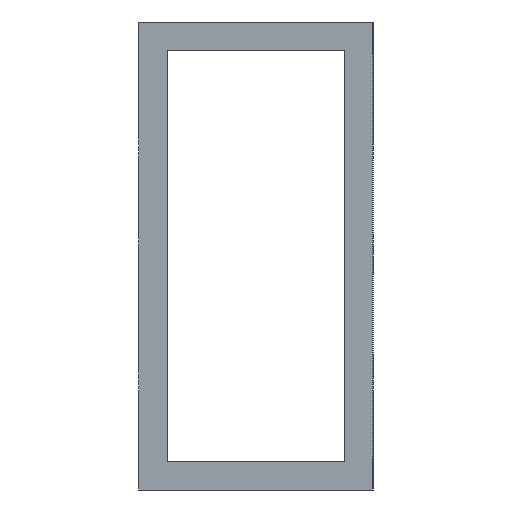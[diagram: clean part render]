
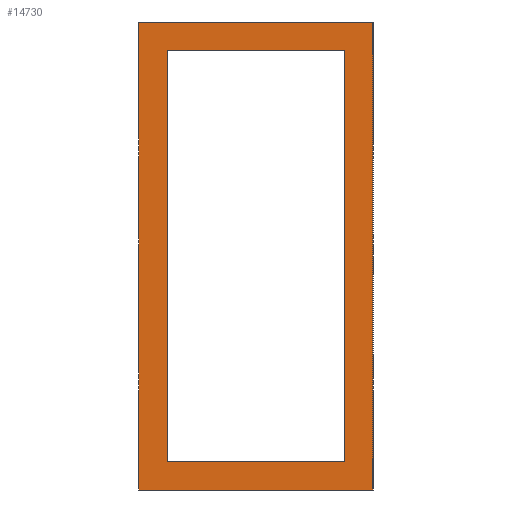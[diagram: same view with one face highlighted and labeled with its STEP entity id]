
A CAD part, left-side view. The second image highlights one B-rep face of the part: STEP entity #14730.
In plain terms, the highlighted planar face has unit normal (-1, 0, 0).
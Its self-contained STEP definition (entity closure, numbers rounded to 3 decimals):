
#1280=FACE_BOUND('',#3840,.T.);
#1290=PLANE('',#16659);
#1932=FACE_OUTER_BOUND('',#3839,.T.);
#3839=EDGE_LOOP('',(#13449,#13450,#13451,#13452));
#3840=EDGE_LOOP('',(#13453,#13454,#13455,#13456));
#4473=LINE('',#24926,#5129);
#4477=LINE('',#24934,#5133);
#4480=LINE('',#24940,#5136);
#4483=LINE('',#24945,#5139);
#4485=LINE('',#24950,#5141);
#4489=LINE('',#24958,#5145);
#4492=LINE('',#24964,#5148);
#4495=LINE('',#24969,#5151);
#5129=VECTOR('',#21088,10.);
#5133=VECTOR('',#21094,10.);
#5136=VECTOR('',#21099,10.);
#5139=VECTOR('',#21104,10.);
#5141=VECTOR('',#21108,10.);
#5145=VECTOR('',#21114,10.);
#5148=VECTOR('',#21119,10.);
#5151=VECTOR('',#21124,10.);
#7681=VERTEX_POINT('',#24924);
#7682=VERTEX_POINT('',#24925);
#7685=VERTEX_POINT('',#24933);
#7687=VERTEX_POINT('',#24939);
#7689=VERTEX_POINT('',#24948);
#7690=VERTEX_POINT('',#24949);
#7693=VERTEX_POINT('',#24957);
#7695=VERTEX_POINT('',#24963);
#9593=EDGE_CURVE('',#7681,#7682,#4473,.T.);
#9597=EDGE_CURVE('',#7685,#7681,#4477,.T.);
#9600=EDGE_CURVE('',#7687,#7685,#4480,.T.);
#9603=EDGE_CURVE('',#7682,#7687,#4483,.T.);
#9605=EDGE_CURVE('',#7689,#7690,#4485,.T.);
#9609=EDGE_CURVE('',#7693,#7689,#4489,.T.);
#9612=EDGE_CURVE('',#7695,#7693,#4492,.T.);
#9615=EDGE_CURVE('',#7690,#7695,#4495,.T.);
#13449=ORIENTED_EDGE('',*,*,#9615,.F.);
#13450=ORIENTED_EDGE('',*,*,#9605,.F.);
#13451=ORIENTED_EDGE('',*,*,#9609,.F.);
#13452=ORIENTED_EDGE('',*,*,#9612,.F.);
#13453=ORIENTED_EDGE('',*,*,#9603,.F.);
#13454=ORIENTED_EDGE('',*,*,#9593,.F.);
#13455=ORIENTED_EDGE('',*,*,#9597,.F.);
#13456=ORIENTED_EDGE('',*,*,#9600,.F.);
#14730=ADVANCED_FACE('',(#1932,#1280),#1290,.F.);
#16659=AXIS2_PLACEMENT_3D('',#24972,#21128,#21129);
#21088=DIRECTION('',(0.,1.,0.));
#21094=DIRECTION('',(0.,0.,1.));
#21099=DIRECTION('',(0.,-1.,0.));
#21104=DIRECTION('',(0.,0.,-1.));
#21108=DIRECTION('',(0.,-1.,0.));
#21114=DIRECTION('',(0.,0.,1.));
#21119=DIRECTION('',(0.,1.,0.));
#21124=DIRECTION('',(0.,0.,-1.));
#21128=DIRECTION('center_axis',(1.,0.,0.));
#21129=DIRECTION('ref_axis',(0.,0.,-1.));
#24924=CARTESIAN_POINT('',(0.,-9.5,22.));
#24925=CARTESIAN_POINT('',(0.,9.5,22.));
#24926=CARTESIAN_POINT('',(0.,-9.5,22.));
#24933=CARTESIAN_POINT('',(0.,-9.5,-22.));
#24934=CARTESIAN_POINT('',(0.,-9.5,-22.));
#24939=CARTESIAN_POINT('',(0.,9.5,-22.));
#24940=CARTESIAN_POINT('',(0.,9.5,-22.));
#24945=CARTESIAN_POINT('',(0.,9.5,22.));
#24948=CARTESIAN_POINT('',(0.,12.5,25.));
#24949=CARTESIAN_POINT('',(0.,-12.5,25.));
#24950=CARTESIAN_POINT('',(0.,12.5,25.));
#24957=CARTESIAN_POINT('',(0.,12.5,-25.));
#24958=CARTESIAN_POINT('',(0.,12.5,-25.));
#24963=CARTESIAN_POINT('',(0.,-12.5,-25.));
#24964=CARTESIAN_POINT('',(0.,-12.5,-25.));
#24969=CARTESIAN_POINT('',(0.,-12.5,25.));
#24972=CARTESIAN_POINT('Origin',(0.,0.,0.));
